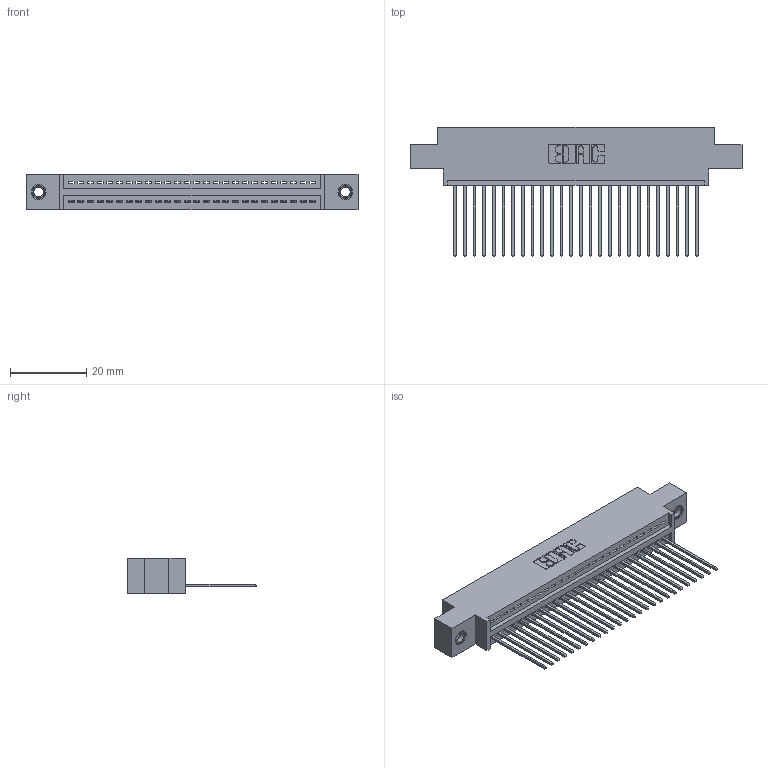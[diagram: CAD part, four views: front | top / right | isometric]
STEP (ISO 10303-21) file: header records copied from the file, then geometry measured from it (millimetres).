
FILE_DESCRIPTION (( 'STEP AP203' ), '1' );
FILE_NAME ('395-026-541-607.STEP', '2018-11-09T22:47:32', ( '' ), ( '' ), 'SwSTEP 2.0', 'SolidWorks 2016', '' );
FILE_SCHEMA (( 'CONFIG_CONTROL_DESIGN' ));
Length unit declared in the file: inch
Products named in the file (4): 345-250-001_345-250-005-103; 345-292-001_345-293-141; 345 Part_0.170 Offset - 0.156 Dia-TI; 395-026-541-607
Assembly tree (29 placements, depth 2):
  395-026-541-607
    345 Part_0.170 Offset - 0.156 Dia-TI
    345-292-001_345-293-141  x26
    345-250-001_345-250-005-103  x2
Bounding box: 87.25 x 33.96 x 9.4 mm (x, y, z)
Volume: 8114.8 mm3; surface area: 11230.3 mm2
Topology: 29 solids, 29 shells, 1698 faces, 5065 edges, 3334 vertices
Faces by surface type: plane 1156, cylinder 526, cone 12, torus 4
Entity records: 23058 total; most frequent: CARTESIAN_POINT 3977, ORIENTED_EDGE 3930, DIRECTION 3523, EDGE_CURVE 1965, VECTOR 1709, LINE 1709, VERTEX_POINT 1304, AXIS2_PLACEMENT_3D 907
